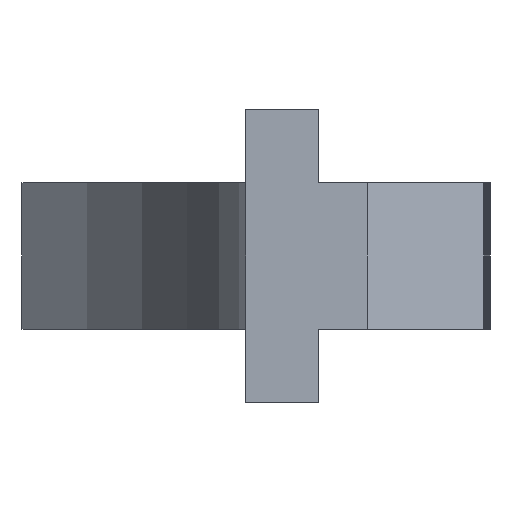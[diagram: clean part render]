
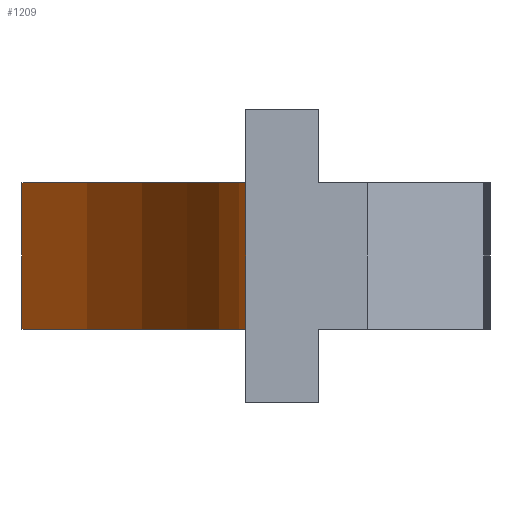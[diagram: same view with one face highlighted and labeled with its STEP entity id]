
A CAD part, front view. The second image highlights one B-rep face of the part: STEP entity #1209.
In plain terms, the highlighted cylindrical face has radius 10 mm (diameter 20 mm), a partial arc.
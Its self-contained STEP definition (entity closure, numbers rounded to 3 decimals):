
#27 = DIRECTION ( 'NONE',  ( 0., 0., 1. ) ) ;
#71 = EDGE_CURVE ( 'NONE', #907, #981, #1204, .T. ) ;
#135 = DIRECTION ( 'NONE',  ( 0., 0., -1. ) ) ;
#174 = DIRECTION ( 'NONE',  ( 0., 0., 1. ) ) ;
#189 = CARTESIAN_POINT ( 'NONE',  ( 58.515, 827.538, 23.75 ) ) ;
#249 = CARTESIAN_POINT ( 'NONE',  ( 62.342, 819.67, 23.75 ) ) ;
#272 = VECTOR ( 'NONE', #135, 1000. ) ;
#408 = CARTESIAN_POINT ( 'NONE',  ( 62.342, 819.67, 26.25 ) ) ;
#557 = VERTEX_POINT ( 'NONE', #911 ) ;
#631 = ORIENTED_EDGE ( 'NONE', *, *, #1334, .F. ) ;
#698 = CYLINDRICAL_SURFACE ( 'NONE', #2323, 10. ) ;
#704 = VERTEX_POINT ( 'NONE', #249 ) ;
#907 = VERTEX_POINT ( 'NONE', #2316 ) ;
#911 = CARTESIAN_POINT ( 'NONE',  ( 58.515, 827.538, 23.75 ) ) ;
#981 = VERTEX_POINT ( 'NONE', #408 ) ;
#1008 = DIRECTION ( 'NONE',  ( 1., 0., 0. ) ) ;
#1064 = ORIENTED_EDGE ( 'NONE', *, *, #71, .F. ) ;
#1125 = EDGE_LOOP ( 'NONE', ( #1064, #1917, #631, #3058 ) ) ;
#1204 = CIRCLE ( 'NONE', #1888, 10. ) ;
#1209 = ADVANCED_FACE ( 'NONE', ( #2444 ), #698, .F. ) ;
#1279 = CARTESIAN_POINT ( 'NONE',  ( 52.342, 819.67, 26.25 ) ) ;
#1334 = EDGE_CURVE ( 'NONE', #704, #557, #3014, .T. ) ;
#1597 = EDGE_CURVE ( 'NONE', #557, #907, #1696, .T. ) ;
#1696 = LINE ( 'NONE', #189, #1955 ) ;
#1888 = AXIS2_PLACEMENT_3D ( 'NONE', #1279, #2019, #2732 ) ;
#1917 = ORIENTED_EDGE ( 'NONE', *, *, #1597, .F. ) ;
#1955 = VECTOR ( 'NONE', #2140, 1000. ) ;
#2019 = DIRECTION ( 'NONE',  ( 0., 0., -1. ) ) ;
#2140 = DIRECTION ( 'NONE',  ( 0., 0., 1. ) ) ;
#2316 = CARTESIAN_POINT ( 'NONE',  ( 58.515, 827.538, 26.25 ) ) ;
#2323 = AXIS2_PLACEMENT_3D ( 'NONE', #3188, #174, #2473 ) ;
#2341 = EDGE_CURVE ( 'NONE', #981, #704, #2867, .T. ) ;
#2375 = AXIS2_PLACEMENT_3D ( 'NONE', #3251, #27, #1008 ) ;
#2444 = FACE_OUTER_BOUND ( 'NONE', #1125, .T. ) ;
#2473 = DIRECTION ( 'NONE',  ( 1., 0., 0. ) ) ;
#2732 = DIRECTION ( 'NONE',  ( 1., 0., 0. ) ) ;
#2867 = LINE ( 'NONE', #2959, #272 ) ;
#2959 = CARTESIAN_POINT ( 'NONE',  ( 62.342, 819.67, 23.75 ) ) ;
#3014 = CIRCLE ( 'NONE', #2375, 10. ) ;
#3058 = ORIENTED_EDGE ( 'NONE', *, *, #2341, .F. ) ;
#3188 = CARTESIAN_POINT ( 'NONE',  ( 52.342, 819.67, 0. ) ) ;
#3251 = CARTESIAN_POINT ( 'NONE',  ( 52.342, 819.67, 23.75 ) ) ;
